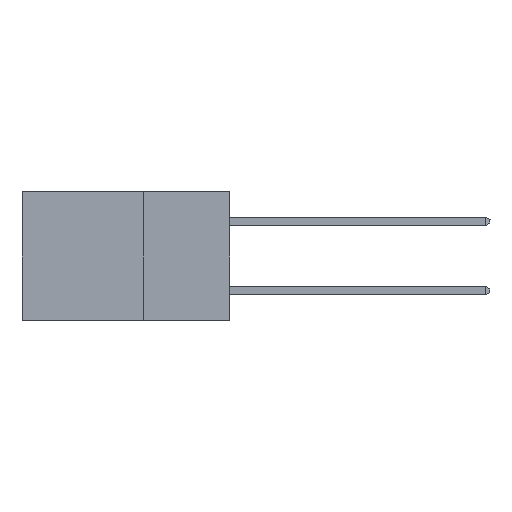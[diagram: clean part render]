
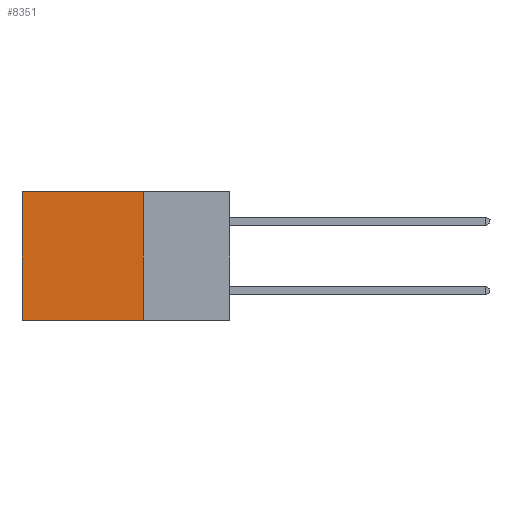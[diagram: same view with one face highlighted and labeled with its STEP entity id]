
A CAD part, left-side view. The second image highlights one B-rep face of the part: STEP entity #8351.
In plain terms, the highlighted planar face has unit normal (-1, 0, 0).
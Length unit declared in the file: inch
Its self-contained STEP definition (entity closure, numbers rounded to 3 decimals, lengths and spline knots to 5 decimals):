
#96 = DIRECTION ( 'NONE',  ( 0., 1., 0. ) ) ;
#112 = VECTOR ( 'NONE', #3026, 39.37008 ) ;
#554 = LINE ( 'NONE', #5429, #112 ) ;
#816 = VERTEX_POINT ( 'NONE', #13785 ) ;
#1343 = EDGE_CURVE ( 'NONE', #14534, #816, #1813, .T. ) ;
#1484 = PLANE ( 'NONE',  #11579 ) ;
#1774 = ORIENTED_EDGE ( 'NONE', *, *, #7590, .T. ) ;
#1813 = LINE ( 'NONE', #15349, #9961 ) ;
#1854 = EDGE_LOOP ( 'NONE', ( #9130, #3247, #14250, #1774 ) ) ;
#3026 = DIRECTION ( 'NONE',  ( 0., 1., 0. ) ) ;
#3247 = ORIENTED_EDGE ( 'NONE', *, *, #10358, .F. ) ;
#4316 = CARTESIAN_POINT ( 'NONE',  ( 0.2615, 0.25, -0.37 ) ) ;
#4663 = DIRECTION ( 'NONE',  ( 0., 0., -1. ) ) ;
#5429 = CARTESIAN_POINT ( 'NONE',  ( 0.2615, 0.25, 0. ) ) ;
#5742 = VECTOR ( 'NONE', #96, 39.37008 ) ;
#5862 = LINE ( 'NONE', #8335, #7532 ) ;
#6197 = EDGE_CURVE ( 'NONE', #8140, #9299, #5862, .T. ) ;
#6922 = CARTESIAN_POINT ( 'NONE',  ( 0.2615, 0.25, 0. ) ) ;
#6980 = DIRECTION ( 'NONE',  ( 0., 0., -1. ) ) ;
#7443 = CARTESIAN_POINT ( 'NONE',  ( 0.2615, 0.25, -0.37 ) ) ;
#7532 = VECTOR ( 'NONE', #4663, 39.37008 ) ;
#7590 = EDGE_CURVE ( 'NONE', #8140, #14534, #554, .T. ) ;
#8140 = VERTEX_POINT ( 'NONE', #6922 ) ;
#8335 = CARTESIAN_POINT ( 'NONE',  ( 0.2615, 0.25, -0.37 ) ) ;
#8351 = ADVANCED_FACE ( 'NONE', ( #9109 ), #1484, .F. ) ;
#9109 = FACE_OUTER_BOUND ( 'NONE', #1854, .T. ) ;
#9130 = ORIENTED_EDGE ( 'NONE', *, *, #1343, .T. ) ;
#9272 = CARTESIAN_POINT ( 'NONE',  ( 0.2615, 0.25, -0.37 ) ) ;
#9299 = VERTEX_POINT ( 'NONE', #4316 ) ;
#9446 = LINE ( 'NONE', #7443, #5742 ) ;
#9961 = VECTOR ( 'NONE', #6980, 39.37008 ) ;
#10358 = EDGE_CURVE ( 'NONE', #9299, #816, #9446, .T. ) ;
#11007 = CARTESIAN_POINT ( 'NONE',  ( 0.2615, 0.6, 0. ) ) ;
#11579 = AXIS2_PLACEMENT_3D ( 'NONE', #9272, #14136, #12140 ) ;
#12140 = DIRECTION ( 'NONE',  ( 0., 0., -1. ) ) ;
#13785 = CARTESIAN_POINT ( 'NONE',  ( 0.2615, 0.6, -0.37 ) ) ;
#14136 = DIRECTION ( 'NONE',  ( 1., 0., 0. ) ) ;
#14250 = ORIENTED_EDGE ( 'NONE', *, *, #6197, .F. ) ;
#14534 = VERTEX_POINT ( 'NONE', #11007 ) ;
#15349 = CARTESIAN_POINT ( 'NONE',  ( 0.2615, 0.6, -0.37 ) ) ;
